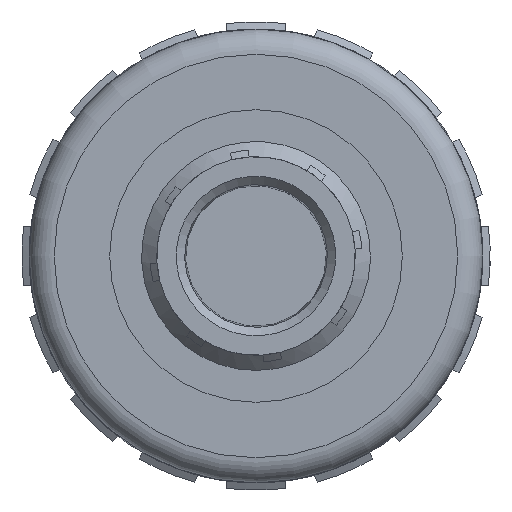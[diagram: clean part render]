
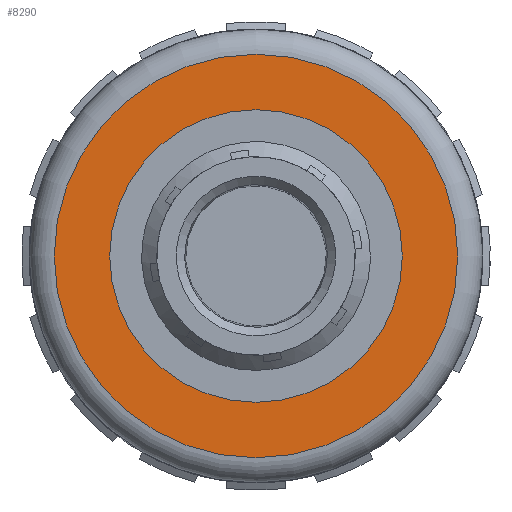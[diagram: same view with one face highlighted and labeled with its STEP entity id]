
A CAD part, front view. The second image highlights one B-rep face of the part: STEP entity #8290.
In plain terms, the highlighted planar face has unit normal (0, -1, 0).
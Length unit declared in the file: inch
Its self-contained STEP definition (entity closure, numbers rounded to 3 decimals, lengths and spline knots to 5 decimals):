
#8259=CARTESIAN_POINT('',(-1.1985,-0.498,0.));
#8260=VERTEX_POINT('',#8259);
#8261=CARTESIAN_POINT('',(0.,-0.498,0.));
#8262=DIRECTION('',(0.0,1.0,0.0));
#8263=DIRECTION('',(1.0,0.0,0.0));
#8264=AXIS2_PLACEMENT_3D('',#8261,#8262,#8263);
#8265=CIRCLE('',#8264,1.1985);
#8266=EDGE_CURVE('',#8260,#8260,#8265,.T.);
#8271=CARTESIAN_POINT('',(-1.10875,-0.498,0.));
#8272=DIRECTION('',(0.0,-1.0,0.0));
#8273=DIRECTION('',(0.0,0.0,-1.0));
#8274=AXIS2_PLACEMENT_3D('',#8271,#8272,#8273);
#8275=PLANE('',#8274);
#8276=ORIENTED_EDGE('',*,*,#8266,.F.);
#8277=EDGE_LOOP('',(#8276));
#8278=FACE_OUTER_BOUND('',#8277,.T.);
#8279=CARTESIAN_POINT('',(-0.869,-0.498,0.));
#8280=VERTEX_POINT('',#8279);
#8281=CARTESIAN_POINT('',(0.,-0.498,0.));
#8282=DIRECTION('',(0.0,-1.0,0.0));
#8283=DIRECTION('',(-1.0,0.0,0.0));
#8284=AXIS2_PLACEMENT_3D('',#8281,#8282,#8283);
#8285=CIRCLE('',#8284,0.869);
#8286=EDGE_CURVE('',#8280,#8280,#8285,.T.);
#8287=ORIENTED_EDGE('',*,*,#8286,.F.);
#8288=EDGE_LOOP('',(#8287));
#8289=FACE_BOUND('',#8288,.T.);
#8290=ADVANCED_FACE('',(#8278,#8289),#8275,.T.);
